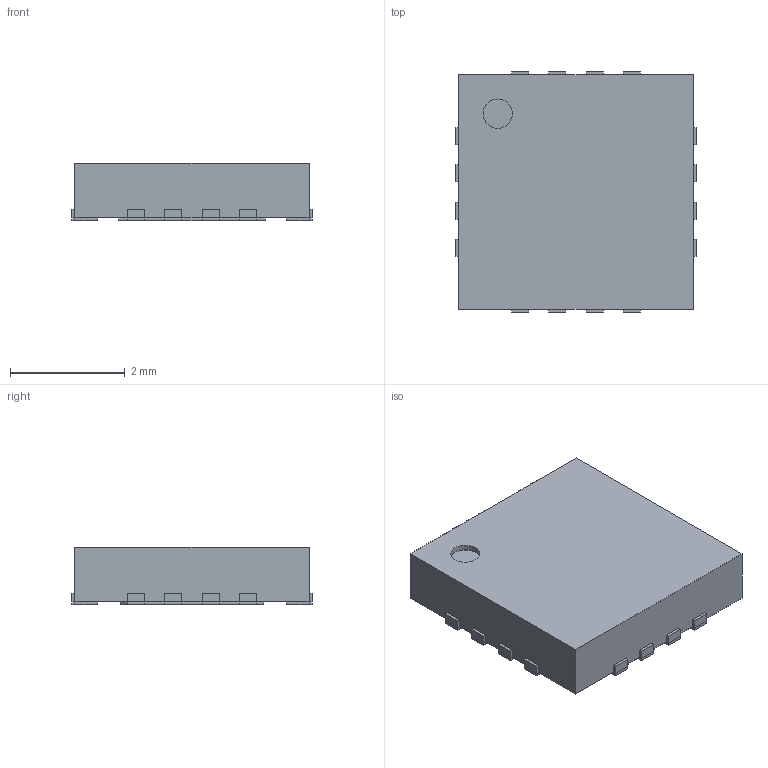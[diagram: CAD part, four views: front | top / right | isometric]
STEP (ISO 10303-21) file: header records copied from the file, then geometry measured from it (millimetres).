
FILE_DESCRIPTION(('Open CASCADE Model'),'2;1');
FILE_NAME('Open CASCADE Shape Model','2024-04-16T07:58:05',('Author'),( 'Open CASCADE'),'Open CASCADE STEP processor 7.5','Open CASCADE 7.5' ,'Unknown');
FILE_SCHEMA(('AUTOMOTIVE_DESIGN { 1 0 10303 214 1 1 1 1 }'));
Length unit declared in the file: millimetre
Products named in the file (7): QFN65P400X400X100_HS-17N.step; Open CASCADE STEP translator 7.5 103.1; Body; Open CASCADE STEP translator 7.5 103.2.1; Thermal Shape; Pin Shape; Open CASCADE STEP translator 7.5 103.4.1
Assembly tree (21 placements, depth 3):
  QFN65P400X400X100_HS-17N.step
    Open CASCADE STEP translator 7.5 103.1
    Body
      Open CASCADE STEP translator 7.5 103.2.1
    Thermal Shape
    Pin Shape  x16
      Open CASCADE STEP translator 7.5 103.4.1
Bounding box: 4.2 x 4.2 x 1 mm (x, y, z)
Volume: 16.4 mm3; surface area: 69.9 mm2
Topology: 18 solids, 19 shells, 240 faces, 479 edges, 277 vertices
Faces by surface type: plane 239, cylinder 1
Full cylindrical faces by diameter (mm): 0.512 x1
Entity records: 1785 total; most frequent: DIRECTION 281, CARTESIAN_POINT 267, LINE 168, VECTOR 168, ORIENTED_EDGE 117, PCURVE 117, DEFINITIONAL_REPRESENTATION 117, EDGE_CURVE 59
